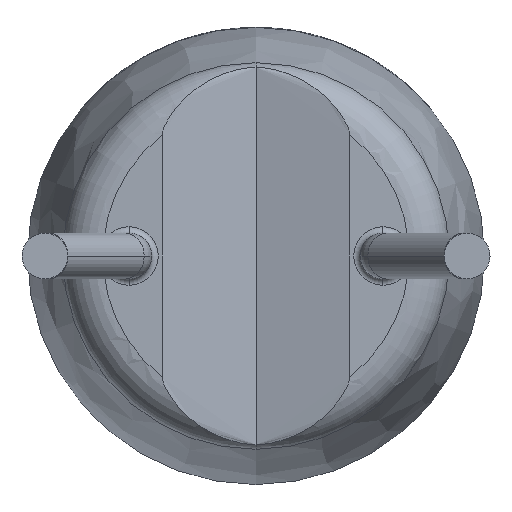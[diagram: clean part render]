
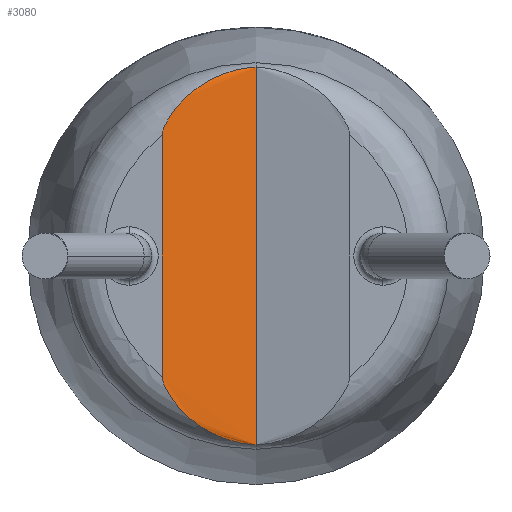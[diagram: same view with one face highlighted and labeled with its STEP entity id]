
A CAD part, front view. The second image highlights one B-rep face of the part: STEP entity #3080.
In plain terms, the highlighted free-form (B-spline) face has degree [3, 1] with [4, 2] control points.
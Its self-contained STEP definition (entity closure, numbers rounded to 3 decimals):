
#276 = CARTESIAN_POINT ( 'NONE',  ( -0.312, 0.24, 2.297 ) ) ;
#335 = CARTESIAN_POINT ( 'NONE',  ( -1.126, 0., 1.459 ) ) ;
#441 = EDGE_CURVE ( 'NONE', #1052, #1209, #1906, .T. ) ;
#642 = B_SPLINE_CURVE_WITH_KNOTS ( 'NONE', 3,
 ( #4191, #4947, #1074, #4210, #3510, #1969, #1185, #1851, #4572, #3918, #2226, #1873, #1112, #335 ),
 .UNSPECIFIED., .F., .F.,
 ( 4, 2, 2, 2, 2, 2, 4 ),
 ( 0., 0., 0.001, 0.001, 0.001, 0.001, 0.001 ),
 .UNSPECIFIED. ) ;
#663 = CARTESIAN_POINT ( 'NONE',  ( -0.817, 0.053, 2.297 ) ) ;
#665 = EDGE_CURVE ( 'NONE', #1052, #4370, #1284, .T. ) ;
#744 = DIRECTION ( 'NONE',  ( 0., 0., 1. ) ) ;
#745 = CARTESIAN_POINT ( 'NONE',  ( 0., 0.25, -2.269 ) ) ;
#860 = EDGE_LOOP ( 'NONE', ( #4590, #3688, #3289, #2829 ) ) ;
#1052 = VERTEX_POINT ( 'NONE', #2494 ) ;
#1074 = CARTESIAN_POINT ( 'NONE',  ( -0.248, 0.219, 2.242 ) ) ;
#1081 = CARTESIAN_POINT ( 'NONE',  ( -0.878, 0.056, -1.883 ) ) ;
#1112 = CARTESIAN_POINT ( 'NONE',  ( -1.126, 0., 1.491 ) ) ;
#1116 = CARTESIAN_POINT ( 'NONE',  ( -0.587, 0.135, -2.106 ) ) ;
#1185 = CARTESIAN_POINT ( 'NONE',  ( -0.878, 0.055, 1.883 ) ) ;
#1209 = VERTEX_POINT ( 'NONE', #4511 ) ;
#1284 = B_SPLINE_CURVE_WITH_KNOTS ( 'NONE', 3,
 ( #1460, #3051, #3013, #1842, #2252, #1442, #2625, #1081, #4158, #1116, #3390, #1830, #3782, #4921 ),
 .UNSPECIFIED., .F., .F.,
 ( 4, 2, 2, 2, 2, 2, 4 ),
 ( 0., 0., 0., 0., 0.001, 0.001, 0.002 ),
 .UNSPECIFIED. ) ;
#1442 = CARTESIAN_POINT ( 'NONE',  ( -1.033, 0.018, -1.689 ) ) ;
#1460 = CARTESIAN_POINT ( 'NONE',  ( -1.126, 0., -1.459 ) ) ;
#1774 = CARTESIAN_POINT ( 'NONE',  ( -1.126, 0., 2.297 ) ) ;
#1830 = CARTESIAN_POINT ( 'NONE',  ( -0.249, 0.219, -2.241 ) ) ;
#1842 = CARTESIAN_POINT ( 'NONE',  ( -1.093, 0.006, -1.58 ) ) ;
#1851 = CARTESIAN_POINT ( 'NONE',  ( -0.996, 0.027, 1.74 ) ) ;
#1873 = CARTESIAN_POINT ( 'NONE',  ( -1.117, 0.002, 1.521 ) ) ;
#1906 = LINE ( 'NONE', #3493, #3851 ) ;
#1969 = CARTESIAN_POINT ( 'NONE',  ( -0.788, 0.08, 1.966 ) ) ;
#2106 = VERTEX_POINT ( 'NONE', #4163 ) ;
#2177 = CARTESIAN_POINT ( 'NONE',  ( -0.312, 0.24, -2.297 ) ) ;
#2226 = CARTESIAN_POINT ( 'NONE',  ( -1.093, 0.006, 1.58 ) ) ;
#2252 = CARTESIAN_POINT ( 'NONE',  ( -1.079, 0.009, -1.608 ) ) ;
#2494 = CARTESIAN_POINT ( 'NONE',  ( -1.126, 0., -1.459 ) ) ;
#2625 = CARTESIAN_POINT ( 'NONE',  ( -0.996, 0.027, -1.74 ) ) ;
#2829 = ORIENTED_EDGE ( 'NONE', *, *, #441, .F. ) ;
#3013 = CARTESIAN_POINT ( 'NONE',  ( -1.117, 0.002, -1.521 ) ) ;
#3051 = CARTESIAN_POINT ( 'NONE',  ( -1.126, 0., -1.491 ) ) ;
#3080 = ADVANCED_FACE ( 'NONE', ( #4069 ), #4974, .F. ) ;
#3136 = EDGE_CURVE ( 'NONE', #2106, #1209, #642, .T. ) ;
#3192 = EDGE_CURVE ( 'NONE', #4370, #2106, #5006, .T. ) ;
#3289 = ORIENTED_EDGE ( 'NONE', *, *, #3136, .T. ) ;
#3390 = CARTESIAN_POINT ( 'NONE',  ( -0.479, 0.165, -2.161 ) ) ;
#3493 = CARTESIAN_POINT ( 'NONE',  ( -1.126, 0., -2.75 ) ) ;
#3510 = CARTESIAN_POINT ( 'NONE',  ( -0.587, 0.135, 2.106 ) ) ;
#3523 = DIRECTION ( 'NONE',  ( 0., 0., 1. ) ) ;
#3688 = ORIENTED_EDGE ( 'NONE', *, *, #3192, .T. ) ;
#3775 = CARTESIAN_POINT ( 'NONE',  ( 0., 0.25, -2.75 ) ) ;
#3782 = CARTESIAN_POINT ( 'NONE',  ( -0.127, 0.246, -2.267 ) ) ;
#3851 = VECTOR ( 'NONE', #744, 1000. ) ;
#3918 = CARTESIAN_POINT ( 'NONE',  ( -1.079, 0.009, 1.608 ) ) ;
#4069 = FACE_OUTER_BOUND ( 'NONE', #860, .T. ) ;
#4125 = CARTESIAN_POINT ( 'NONE',  ( 0., 0.25, -2.297 ) ) ;
#4137 = CARTESIAN_POINT ( 'NONE',  ( -1.126, 0., -2.297 ) ) ;
#4158 = CARTESIAN_POINT ( 'NONE',  ( -0.788, 0.08, -1.966 ) ) ;
#4163 = CARTESIAN_POINT ( 'NONE',  ( 0., 0.25, 2.269 ) ) ;
#4191 = CARTESIAN_POINT ( 'NONE',  ( 0., 0.25, 2.269 ) ) ;
#4210 = CARTESIAN_POINT ( 'NONE',  ( -0.479, 0.165, 2.161 ) ) ;
#4370 = VERTEX_POINT ( 'NONE', #745 ) ;
#4511 = CARTESIAN_POINT ( 'NONE',  ( -1.126, 0., 1.459 ) ) ;
#4513 = CARTESIAN_POINT ( 'NONE',  ( 0., 0.25, 2.297 ) ) ;
#4541 = CARTESIAN_POINT ( 'NONE',  ( -0.817, 0.053, -2.297 ) ) ;
#4572 = CARTESIAN_POINT ( 'NONE',  ( -1.032, 0.018, 1.689 ) ) ;
#4590 = ORIENTED_EDGE ( 'NONE', *, *, #665, .T. ) ;
#4790 = VECTOR ( 'NONE', #3523, 1000. ) ;
#4921 = CARTESIAN_POINT ( 'NONE',  ( 0., 0.25, -2.269 ) ) ;
#4947 = CARTESIAN_POINT ( 'NONE',  ( -0.127, 0.246, 2.267 ) ) ;
#4974 = B_SPLINE_SURFACE_WITH_KNOTS ( 'NONE', 3, 1, ( 
 ( #4125, #4513 ),
 ( #2177, #276 ),
 ( #4541, #663 ),
 ( #4137, #1774 ) ),
 .UNSPECIFIED., .F., .F., .F.,
 ( 4, 4 ),
 ( 2, 2 ),
 ( 0., 1. ),
 ( 0., 1. ),
 .UNSPECIFIED. ) ;
#5006 = LINE ( 'NONE', #3775, #4790 ) ;
